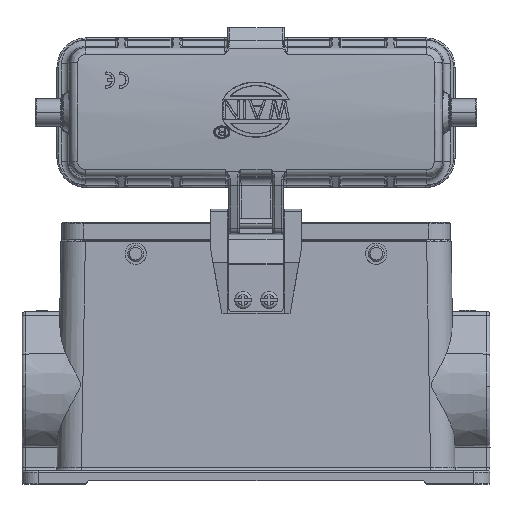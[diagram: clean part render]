
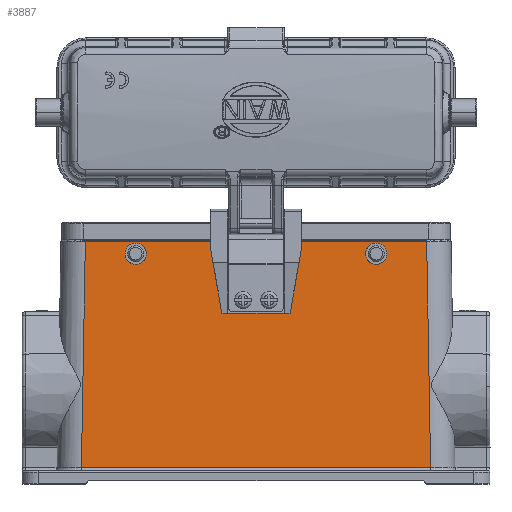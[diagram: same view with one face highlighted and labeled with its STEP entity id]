
A CAD part, top view. The second image highlights one B-rep face of the part: STEP entity #3887.
In plain terms, the highlighted planar face has unit normal (0, 0.018, 1).
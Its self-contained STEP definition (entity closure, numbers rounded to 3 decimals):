
#584=(
BOUNDED_CURVE()
B_SPLINE_CURVE(3,(#34408,#34409,#34410,#34411),.UNSPECIFIED.,.F.,.F.)
B_SPLINE_CURVE_WITH_KNOTS((4,4),(0.,1.),.UNSPECIFIED.)
CURVE()
GEOMETRIC_REPRESENTATION_ITEM()
RATIONAL_B_SPLINE_CURVE((1.,0.333,0.333,1.))
REPRESENTATION_ITEM('')
);
#585=(
BOUNDED_CURVE()
B_SPLINE_CURVE(3,(#34432,#34433,#34434,#34435),.UNSPECIFIED.,.F.,.F.)
B_SPLINE_CURVE_WITH_KNOTS((4,4),(0.,1.),.UNSPECIFIED.)
CURVE()
GEOMETRIC_REPRESENTATION_ITEM()
RATIONAL_B_SPLINE_CURVE((1.,0.333,0.333,1.))
REPRESENTATION_ITEM('')
);
#589=(
BOUNDED_CURVE()
B_SPLINE_CURVE(3,(#35488,#35489,#35490,#35491),.UNSPECIFIED.,.F.,.F.)
B_SPLINE_CURVE_WITH_KNOTS((4,4),(0.,1.),.UNSPECIFIED.)
CURVE()
GEOMETRIC_REPRESENTATION_ITEM()
RATIONAL_B_SPLINE_CURVE((1.,0.333,0.333,1.))
REPRESENTATION_ITEM('')
);
#590=(
BOUNDED_CURVE()
B_SPLINE_CURVE(3,(#35492,#35493,#35494,#35495),.UNSPECIFIED.,.F.,.F.)
B_SPLINE_CURVE_WITH_KNOTS((4,4),(0.,1.),.UNSPECIFIED.)
CURVE()
GEOMETRIC_REPRESENTATION_ITEM()
RATIONAL_B_SPLINE_CURVE((1.,0.333,0.333,1.))
REPRESENTATION_ITEM('')
);
#1640=FACE_BOUND('',#7213,.T.);
#1641=FACE_BOUND('',#7214,.T.);
#1642=FACE_BOUND('',#7215,.T.);
#3887=ADVANCED_FACE('NONE',(#1640,#1641,#1642),#5222,.T.);
#5222=PLANE('',#24960);
#7213=EDGE_LOOP('',(#9517,#9518,#9519,#9520));
#7214=EDGE_LOOP('',(#9521,#9522));
#7215=EDGE_LOOP('',(#9523,#9524));
#9517=ORIENTED_EDGE('',*,*,#18746,.F.);
#9518=ORIENTED_EDGE('',*,*,#18747,.F.);
#9519=ORIENTED_EDGE('',*,*,#18748,.F.);
#9520=ORIENTED_EDGE('',*,*,#18624,.T.);
#9521=ORIENTED_EDGE('',*,*,#18749,.T.);
#9522=ORIENTED_EDGE('',*,*,#18620,.T.);
#9523=ORIENTED_EDGE('',*,*,#18750,.T.);
#9524=ORIENTED_EDGE('',*,*,#18627,.T.);
#16183=VERTEX_POINT('',#34405);
#16184=VERTEX_POINT('',#34407);
#16185=VERTEX_POINT('',#34417);
#16188=VERTEX_POINT('',#34425);
#16189=VERTEX_POINT('',#34429);
#16190=VERTEX_POINT('',#34431);
#16267=VERTEX_POINT('',#35484);
#16268=VERTEX_POINT('',#35486);
#18620=EDGE_CURVE('',#16183,#16184,#584,.T.);
#18624=EDGE_CURVE('',#16185,#16188,#22061,.T.);
#18627=EDGE_CURVE('',#16189,#16190,#585,.T.);
#18746=EDGE_CURVE('',#16267,#16188,#22112,.T.);
#18747=EDGE_CURVE('',#16268,#16267,#22113,.T.);
#18748=EDGE_CURVE('',#16185,#16268,#22114,.T.);
#18749=EDGE_CURVE('',#16184,#16183,#589,.T.);
#18750=EDGE_CURVE('',#16190,#16189,#590,.T.);
#22061=LINE('',#34426,#23434);
#22112=LINE('',#35483,#23485);
#22113=LINE('',#35485,#23486);
#22114=LINE('',#35487,#23487);
#23434=VECTOR('',#27635,1.);
#23485=VECTOR('',#27818,1.);
#23486=VECTOR('',#27819,1.);
#23487=VECTOR('',#27820,1.);
#24960=AXIS2_PLACEMENT_3D('',#35496,#27821,#27822);
#27635=DIRECTION('',(1.,0.,0.));
#27818=DIRECTION('',(0.017,-1.,0.017));
#27819=DIRECTION('',(1.,0.,0.));
#27820=DIRECTION('',(0.017,1.,-0.017));
#27821=DIRECTION('',(0.,0.017,1.));
#27822=DIRECTION('',(0.,-1.,0.017));
#34405=CARTESIAN_POINT('',(-33.75,46.805,21.573));
#34407=CARTESIAN_POINT('',(-40.25,46.805,21.573));
#34408=CARTESIAN_POINT('',(-33.75,46.805,21.573));
#34409=CARTESIAN_POINT('',(-33.75,40.305,21.687));
#34410=CARTESIAN_POINT('',(-40.25,40.305,21.687));
#34411=CARTESIAN_POINT('',(-40.25,46.805,21.573));
#34417=CARTESIAN_POINT('',(-53.723,-19.013,22.722));
#34425=CARTESIAN_POINT('',(53.723,-19.013,22.722));
#34426=CARTESIAN_POINT('',(-63.061,-19.013,22.722));
#34429=CARTESIAN_POINT('',(40.25,46.805,21.573));
#34431=CARTESIAN_POINT('',(33.75,46.805,21.573));
#34432=CARTESIAN_POINT('',(40.25,46.805,21.573));
#34433=CARTESIAN_POINT('',(40.25,40.305,21.687));
#34434=CARTESIAN_POINT('',(33.75,40.305,21.687));
#34435=CARTESIAN_POINT('',(33.75,46.805,21.573));
#35483=CARTESIAN_POINT('',(52.496,51.275,21.495));
#35484=CARTESIAN_POINT('',(52.51,50.513,21.509));
#35485=CARTESIAN_POINT('',(-53.991,50.513,21.509));
#35486=CARTESIAN_POINT('',(-52.51,50.513,21.509));
#35487=CARTESIAN_POINT('',(-52.496,51.275,21.495));
#35488=CARTESIAN_POINT('',(-40.25,46.805,21.573));
#35489=CARTESIAN_POINT('',(-40.25,53.305,21.46));
#35490=CARTESIAN_POINT('',(-33.75,53.305,21.46));
#35491=CARTESIAN_POINT('',(-33.75,46.805,21.573));
#35492=CARTESIAN_POINT('',(33.75,46.805,21.573));
#35493=CARTESIAN_POINT('',(33.75,53.305,21.46));
#35494=CARTESIAN_POINT('',(40.25,53.305,21.46));
#35495=CARTESIAN_POINT('',(40.25,46.805,21.573));
#35496=CARTESIAN_POINT('',(-63.061,51.005,21.5));
